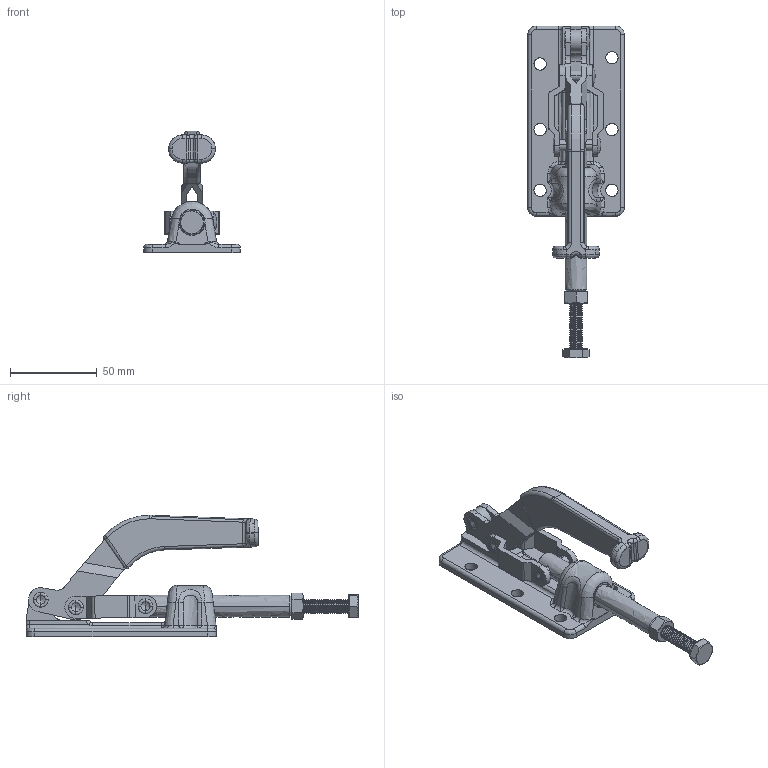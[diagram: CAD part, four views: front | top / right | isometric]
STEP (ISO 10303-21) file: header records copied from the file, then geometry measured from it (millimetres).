
FILE_DESCRIPTION((''),' ');
FILE_NAME('GH-30607M.stp',' ',('stephen'),('BIB design'),' ','ACIS 14.0',' ');
FILE_SCHEMA(('automotive_design'));
Length unit declared in the file: inch
Products named in the file (16): Part_630; Part_629; Part_628; Part_627; Surface Face_29; Part_57930; Part_62867; Part_60217; Surface Face_66760; Surface Face_66766; Surface Face_69815; Surface Face_69816; Surface Face_69817; Part_252408; Part_80225; Part_80224
Bounding box: 55.6 x 191.02 x 69.83 mm (x, y, z)
Volume: 52574.5 mm3; surface area: 45266.5 mm2
Topology: 10 solids, 127 shells, 695 faces, 2423 edges, 1855 vertices
Faces by surface type: revolution 391, bspline 130, plane 90, cylinder 64, torus 8, cone 6, sphere 6
Entity records: 69752 total; most frequent: CARTESIAN_POINT 28310, PRESENTATION_STYLE_ASSIGNMENT 4402, COLOUR_RGB 4402, ORIENTED_EDGE 4230, STYLED_ITEM 3805, DIRECTION 3196, CURVE_STYLE 2420, EDGE_CURVE 2407
